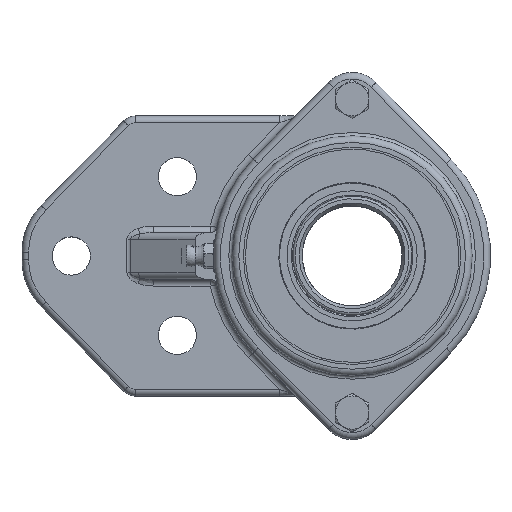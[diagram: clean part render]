
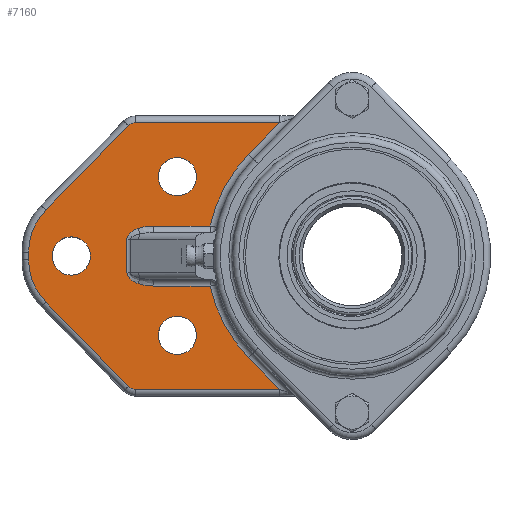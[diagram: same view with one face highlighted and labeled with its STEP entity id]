
A CAD part, top view. The second image highlights one B-rep face of the part: STEP entity #7160.
In plain terms, the highlighted planar face has unit normal (0, 0, 1).
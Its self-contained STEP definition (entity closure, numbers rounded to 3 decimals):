
#17=ELLIPSE('',#7921,8.,4.);
#18=ELLIPSE('',#7922,8.,4.);
#19=ELLIPSE('',#7923,8.,4.);
#20=ELLIPSE('',#7924,8.,4.);
#316=FACE_BOUND('',#1964,.T.);
#317=FACE_BOUND('',#1965,.T.);
#318=FACE_BOUND('',#1966,.T.);
#430=PLANE('',#7920);
#660=LINE('',#12073,#1051);
#662=LINE('',#12085,#1053);
#664=LINE('',#12097,#1055);
#666=LINE('',#12109,#1057);
#668=LINE('',#12121,#1059);
#686=LINE('',#12220,#1077);
#687=LINE('',#12223,#1078);
#688=LINE('',#12229,#1079);
#689=LINE('',#12235,#1080);
#690=LINE('',#12238,#1081);
#1051=VECTOR('',#9419,10.);
#1053=VECTOR('',#9433,10.);
#1055=VECTOR('',#9447,10.);
#1057=VECTOR('',#9461,10.);
#1059=VECTOR('',#9475,10.);
#1077=VECTOR('',#9541,10.);
#1078=VECTOR('',#9544,10.);
#1079=VECTOR('',#9549,10.);
#1080=VECTOR('',#9554,10.);
#1081=VECTOR('',#9557,10.);
#1521=FACE_OUTER_BOUND('',#1963,.T.);
#1963=EDGE_LOOP('',(#5499,#5500,#5501,#5502,#5503,#5504,#5505,#5506,#5507,
#5508,#5509,#5510,#5511,#5512,#5513,#5514,#5515,#5516,#5517,#5518));
#1964=EDGE_LOOP('',(#5519,#5520));
#1965=EDGE_LOOP('',(#5521,#5522));
#1966=EDGE_LOOP('',(#5523,#5524));
#2480=CIRCLE('',#7874,3.);
#2484=CIRCLE('',#7880,18.);
#2488=CIRCLE('',#7886,18.);
#2492=CIRCLE('',#7892,3.);
#2504=CIRCLE('',#7918,43.5);
#2505=CIRCLE('',#7925,43.5);
#2506=CIRCLE('',#7926,5.75);
#2507=CIRCLE('',#7927,5.75);
#2508=CIRCLE('',#7928,5.75);
#2509=CIRCLE('',#7929,5.75);
#2510=CIRCLE('',#7930,5.75);
#2511=CIRCLE('',#7931,5.75);
#3068=VERTEX_POINT('',#12051);
#3072=VERTEX_POINT('',#12071);
#3074=VERTEX_POINT('',#12077);
#3076=VERTEX_POINT('',#12083);
#3078=VERTEX_POINT('',#12089);
#3080=VERTEX_POINT('',#12095);
#3082=VERTEX_POINT('',#12101);
#3084=VERTEX_POINT('',#12107);
#3086=VERTEX_POINT('',#12113);
#3088=VERTEX_POINT('',#12119);
#3101=VERTEX_POINT('',#12206);
#3104=VERTEX_POINT('',#12213);
#3106=VERTEX_POINT('',#12222);
#3107=VERTEX_POINT('',#12224);
#3108=VERTEX_POINT('',#12226);
#3109=VERTEX_POINT('',#12228);
#3110=VERTEX_POINT('',#12230);
#3111=VERTEX_POINT('',#12232);
#3112=VERTEX_POINT('',#12234);
#3113=VERTEX_POINT('',#12236);
#3114=VERTEX_POINT('',#12239);
#3115=VERTEX_POINT('',#12240);
#3116=VERTEX_POINT('',#12243);
#3117=VERTEX_POINT('',#12244);
#3118=VERTEX_POINT('',#12247);
#3119=VERTEX_POINT('',#12248);
#3928=EDGE_CURVE('',#3072,#3068,#660,.T.);
#3931=EDGE_CURVE('',#3074,#3072,#2480,.T.);
#3934=EDGE_CURVE('',#3076,#3074,#662,.T.);
#3937=EDGE_CURVE('',#3078,#3076,#2484,.T.);
#3940=EDGE_CURVE('',#3080,#3078,#664,.T.);
#3943=EDGE_CURVE('',#3082,#3080,#2488,.T.);
#3946=EDGE_CURVE('',#3084,#3082,#666,.T.);
#3949=EDGE_CURVE('',#3086,#3084,#2492,.T.);
#3952=EDGE_CURVE('',#3088,#3086,#668,.T.);
#3981=EDGE_CURVE('',#3101,#3104,#2504,.T.);
#3983=EDGE_CURVE('',#3104,#3088,#686,.T.);
#3984=EDGE_CURVE('',#3106,#3101,#687,.T.);
#3985=EDGE_CURVE('',#3107,#3106,#17,.T.);
#3986=EDGE_CURVE('',#3108,#3107,#18,.T.);
#3987=EDGE_CURVE('',#3109,#3108,#688,.T.);
#3988=EDGE_CURVE('',#3110,#3109,#19,.T.);
#3989=EDGE_CURVE('',#3111,#3110,#20,.T.);
#3990=EDGE_CURVE('',#3112,#3111,#689,.T.);
#3991=EDGE_CURVE('',#3113,#3112,#2505,.T.);
#3992=EDGE_CURVE('',#3068,#3113,#690,.T.);
#3993=EDGE_CURVE('',#3114,#3115,#2506,.T.);
#3994=EDGE_CURVE('',#3115,#3114,#2507,.T.);
#3995=EDGE_CURVE('',#3116,#3117,#2508,.T.);
#3996=EDGE_CURVE('',#3117,#3116,#2509,.T.);
#3997=EDGE_CURVE('',#3118,#3119,#2510,.T.);
#3998=EDGE_CURVE('',#3119,#3118,#2511,.T.);
#5499=ORIENTED_EDGE('',*,*,#3952,.F.);
#5500=ORIENTED_EDGE('',*,*,#3983,.F.);
#5501=ORIENTED_EDGE('',*,*,#3981,.F.);
#5502=ORIENTED_EDGE('',*,*,#3984,.F.);
#5503=ORIENTED_EDGE('',*,*,#3985,.F.);
#5504=ORIENTED_EDGE('',*,*,#3986,.F.);
#5505=ORIENTED_EDGE('',*,*,#3987,.F.);
#5506=ORIENTED_EDGE('',*,*,#3988,.F.);
#5507=ORIENTED_EDGE('',*,*,#3989,.F.);
#5508=ORIENTED_EDGE('',*,*,#3990,.F.);
#5509=ORIENTED_EDGE('',*,*,#3991,.F.);
#5510=ORIENTED_EDGE('',*,*,#3992,.F.);
#5511=ORIENTED_EDGE('',*,*,#3928,.F.);
#5512=ORIENTED_EDGE('',*,*,#3931,.F.);
#5513=ORIENTED_EDGE('',*,*,#3934,.F.);
#5514=ORIENTED_EDGE('',*,*,#3937,.F.);
#5515=ORIENTED_EDGE('',*,*,#3940,.F.);
#5516=ORIENTED_EDGE('',*,*,#3943,.F.);
#5517=ORIENTED_EDGE('',*,*,#3946,.F.);
#5518=ORIENTED_EDGE('',*,*,#3949,.F.);
#5519=ORIENTED_EDGE('',*,*,#3993,.T.);
#5520=ORIENTED_EDGE('',*,*,#3994,.T.);
#5521=ORIENTED_EDGE('',*,*,#3995,.T.);
#5522=ORIENTED_EDGE('',*,*,#3996,.T.);
#5523=ORIENTED_EDGE('',*,*,#3997,.T.);
#5524=ORIENTED_EDGE('',*,*,#3998,.T.);
#7160=ADVANCED_FACE('',(#1521,#316,#317,#318),#430,.T.);
#7874=AXIS2_PLACEMENT_3D('',#12079,#9425,#9426);
#7880=AXIS2_PLACEMENT_3D('',#12091,#9439,#9440);
#7886=AXIS2_PLACEMENT_3D('',#12103,#9453,#9454);
#7892=AXIS2_PLACEMENT_3D('',#12115,#9467,#9468);
#7918=AXIS2_PLACEMENT_3D('',#12217,#9536,#9537);
#7920=AXIS2_PLACEMENT_3D('',#12221,#9542,#9543);
#7921=AXIS2_PLACEMENT_3D('',#12225,#9545,#9546);
#7922=AXIS2_PLACEMENT_3D('',#12227,#9547,#9548);
#7923=AXIS2_PLACEMENT_3D('',#12231,#9550,#9551);
#7924=AXIS2_PLACEMENT_3D('',#12233,#9552,#9553);
#7925=AXIS2_PLACEMENT_3D('',#12237,#9555,#9556);
#7926=AXIS2_PLACEMENT_3D('',#12241,#9558,#9559);
#7927=AXIS2_PLACEMENT_3D('',#12242,#9560,#9561);
#7928=AXIS2_PLACEMENT_3D('',#12245,#9562,#9563);
#7929=AXIS2_PLACEMENT_3D('',#12246,#9564,#9565);
#7930=AXIS2_PLACEMENT_3D('',#12249,#9566,#9567);
#7931=AXIS2_PLACEMENT_3D('',#12250,#9568,#9569);
#9419=DIRECTION('',(1.,0.,0.));
#9425=DIRECTION('center_axis',(0.,0.,-1.));
#9426=DIRECTION('ref_axis',(-0.387,0.922,0.));
#9433=DIRECTION('',(0.7,0.714,0.));
#9439=DIRECTION('center_axis',(0.,0.,-1.));
#9440=DIRECTION('ref_axis',(-0.926,0.378,0.));
#9447=DIRECTION('',(0.,1.,0.));
#9453=DIRECTION('center_axis',(0.,0.,-1.));
#9454=DIRECTION('ref_axis',(-0.926,-0.378,0.));
#9461=DIRECTION('',(-0.7,0.714,0.));
#9467=DIRECTION('center_axis',(0.,0.,-1.));
#9468=DIRECTION('ref_axis',(-0.387,-0.922,0.));
#9475=DIRECTION('',(-1.,0.,0.));
#9536=DIRECTION('center_axis',(0.,0.,1.));
#9537=DIRECTION('ref_axis',(-0.879,-0.477,0.));
#9541=DIRECTION('',(0.7,-0.714,0.));
#9542=DIRECTION('center_axis',(0.,0.,1.));
#9543=DIRECTION('ref_axis',(1.,0.,0.));
#9544=DIRECTION('',(1.,0.,0.));
#9545=DIRECTION('center_axis',(0.,0.,1.));
#9546=DIRECTION('ref_axis',(-1.,0.,0.));
#9547=DIRECTION('center_axis',(0.,0.,1.));
#9548=DIRECTION('ref_axis',(-1.,0.,0.));
#9549=DIRECTION('',(0.,-1.,0.));
#9550=DIRECTION('center_axis',(0.,0.,1.));
#9551=DIRECTION('ref_axis',(-1.,0.,0.));
#9552=DIRECTION('center_axis',(0.,0.,1.));
#9553=DIRECTION('ref_axis',(-1.,0.,0.));
#9554=DIRECTION('',(-1.,0.,0.));
#9555=DIRECTION('center_axis',(0.,0.,1.));
#9556=DIRECTION('ref_axis',(-0.879,0.477,0.));
#9557=DIRECTION('',(-0.7,-0.714,0.));
#9558=DIRECTION('center_axis',(0.,0.,-1.));
#9559=DIRECTION('ref_axis',(1.,0.,0.));
#9560=DIRECTION('center_axis',(0.,0.,-1.));
#9561=DIRECTION('ref_axis',(1.,0.,0.));
#9562=DIRECTION('center_axis',(0.,0.,-1.));
#9563=DIRECTION('ref_axis',(1.,0.,0.));
#9564=DIRECTION('center_axis',(0.,0.,-1.));
#9565=DIRECTION('ref_axis',(1.,0.,0.));
#9566=DIRECTION('center_axis',(0.,0.,-1.));
#9567=DIRECTION('ref_axis',(1.,0.,0.));
#9568=DIRECTION('center_axis',(0.,0.,-1.));
#9569=DIRECTION('ref_axis',(1.,0.,0.));
#12051=CARTESIAN_POINT('',(-21.704,40.,22.5));
#12071=CARTESIAN_POINT('',(-64.9,40.,22.5));
#12073=CARTESIAN_POINT('',(-36.111,40.,22.5));
#12077=CARTESIAN_POINT('',(-67.042,39.1,22.5));
#12079=CARTESIAN_POINT('Origin',(-64.9,37.,22.5));
#12083=CARTESIAN_POINT('',(-91.855,13.786,22.5));
#12085=CARTESIAN_POINT('',(-73.198,32.82,22.5));
#12089=CARTESIAN_POINT('',(-97.,1.186,22.5));
#12091=CARTESIAN_POINT('Origin',(-79.,1.186,22.5));
#12095=CARTESIAN_POINT('',(-97.,-1.186,22.5));
#12097=CARTESIAN_POINT('',(-97.,4.677,22.5));
#12101=CARTESIAN_POINT('',(-91.855,-13.786,22.5));
#12103=CARTESIAN_POINT('Origin',(-79.,-1.186,22.5));
#12107=CARTESIAN_POINT('',(-67.042,-39.1,22.5));
#12109=CARTESIAN_POINT('',(-89.198,-16.496,22.5));
#12113=CARTESIAN_POINT('',(-64.9,-40.,22.5));
#12115=CARTESIAN_POINT('Origin',(-64.9,-37.,22.5));
#12119=CARTESIAN_POINT('',(-21.704,-40.,22.5));
#12121=CARTESIAN_POINT('',(-61.14,-40.,22.5));
#12206=CARTESIAN_POINT('',(-42.559,-9.,22.5));
#12213=CARTESIAN_POINT('',(-31.065,-30.45,22.5));
#12217=CARTESIAN_POINT('Origin',(0.,0.,
22.5));
#12220=CARTESIAN_POINT('',(-44.609,-16.633,22.5));
#12221=CARTESIAN_POINT('Origin',(-55.279,0.,
22.5));
#12222=CARTESIAN_POINT('',(-59.536,-9.,22.5));
#12223=CARTESIAN_POINT('',(-61.14,-9.,22.5));
#12224=CARTESIAN_POINT('',(-64.155,-8.266,22.5));
#12225=CARTESIAN_POINT('Origin',(-59.536,-5.,22.5));
#12226=CARTESIAN_POINT('',(-67.536,-5.,22.5));
#12227=CARTESIAN_POINT('Origin',(-59.536,-5.,22.5));
#12228=CARTESIAN_POINT('',(-67.536,5.,22.5));
#12229=CARTESIAN_POINT('',(-67.536,1.75,22.5));
#12230=CARTESIAN_POINT('',(-64.155,8.266,22.5));
#12231=CARTESIAN_POINT('Origin',(-59.536,5.,22.5));
#12232=CARTESIAN_POINT('',(-59.536,9.,22.5));
#12233=CARTESIAN_POINT('Origin',(-59.536,5.,22.5));
#12234=CARTESIAN_POINT('',(-42.559,9.,22.5));
#12235=CARTESIAN_POINT('',(-47.14,9.,22.5));
#12236=CARTESIAN_POINT('',(-31.065,30.45,22.5));
#12237=CARTESIAN_POINT('Origin',(0.,0.,
22.5));
#12238=CARTESIAN_POINT('',(-33.361,28.108,22.5));
#12239=CARTESIAN_POINT('',(-78.45,0.,22.5));
#12240=CARTESIAN_POINT('',(-89.95,0.,22.5));
#12241=CARTESIAN_POINT('Origin',(-84.2,0.,22.5));
#12242=CARTESIAN_POINT('Origin',(-84.2,0.,22.5));
#12243=CARTESIAN_POINT('',(-46.65,23.8,22.5));
#12244=CARTESIAN_POINT('',(-58.15,23.8,22.5));
#12245=CARTESIAN_POINT('Origin',(-52.4,23.8,22.5));
#12246=CARTESIAN_POINT('Origin',(-52.4,23.8,22.5));
#12247=CARTESIAN_POINT('',(-46.65,-23.8,22.5));
#12248=CARTESIAN_POINT('',(-58.15,-23.8,22.5));
#12249=CARTESIAN_POINT('Origin',(-52.4,-23.8,22.5));
#12250=CARTESIAN_POINT('Origin',(-52.4,-23.8,22.5));
